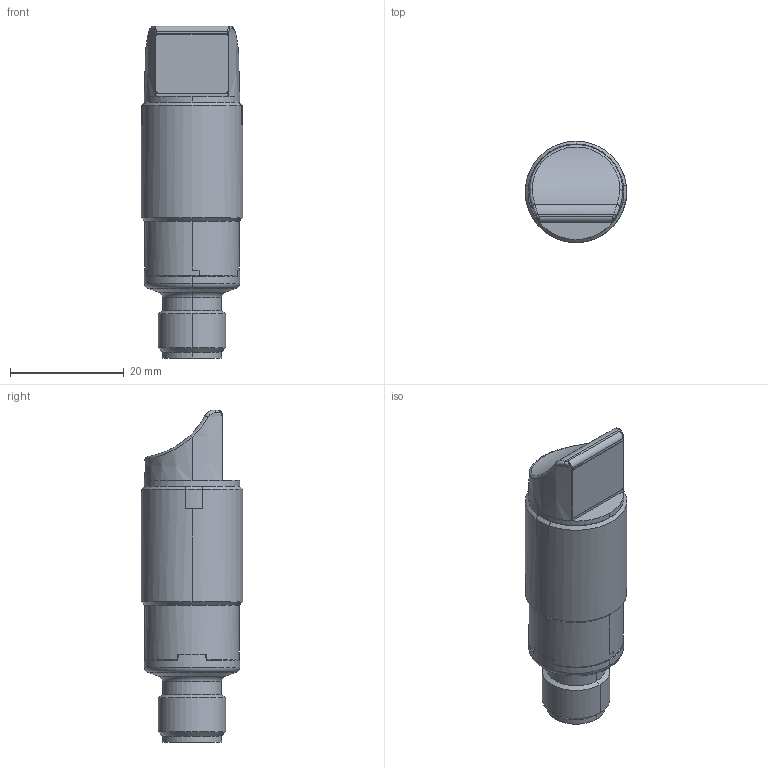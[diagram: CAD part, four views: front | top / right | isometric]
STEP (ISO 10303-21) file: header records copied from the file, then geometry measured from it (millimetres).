
FILE_DESCRIPTION((''),'2;1');
FILE_NAME('026','2021-02-01T15:57:13',('axu'),(''),'CREO PARAMETRIC BY PTC INC, 2019292','CREO PARAMETRIC BY PTC INC, 2019292','');
FILE_SCHEMA(('CONFIG_CONTROL_DESIGN','SHAPE_APPEARANCE_LAYERS_GROUPS'));
Length unit declared in the file: millimetre
Products named in the file (1): 026
Bounding box: 17.88 x 17.88 x 58.5 mm (x, y, z)
Volume: 10386.2 mm3; surface area: 3732.2 mm2
Topology: 1 solids, 1 shells, 261 faces, 647 edges, 402 vertices
Faces by surface type: cylinder 78, plane 76, bspline 45, cone 33, torus 19, sphere 10
Entity records: 12360 total; most frequent: CARTESIAN_POINT 3168, ORIENTED_EDGE 1274, DIRECTION 1239, EDGE_CURVE 637, FILL_AREA_STYLE_COLOUR 512, FILL_AREA_STYLE 512, SURFACE_STYLE_FILL_AREA 512, SURFACE_SIDE_STYLE 512
